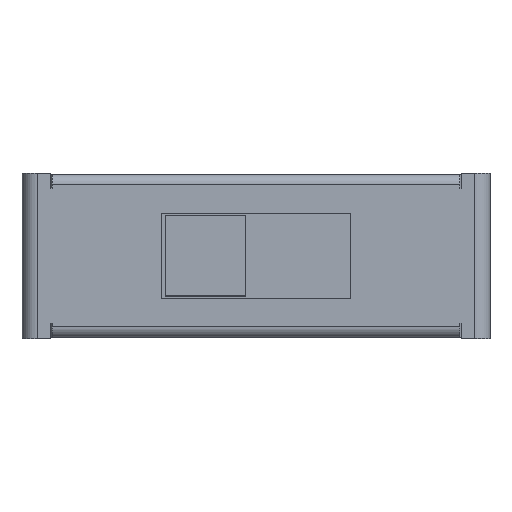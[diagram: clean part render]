
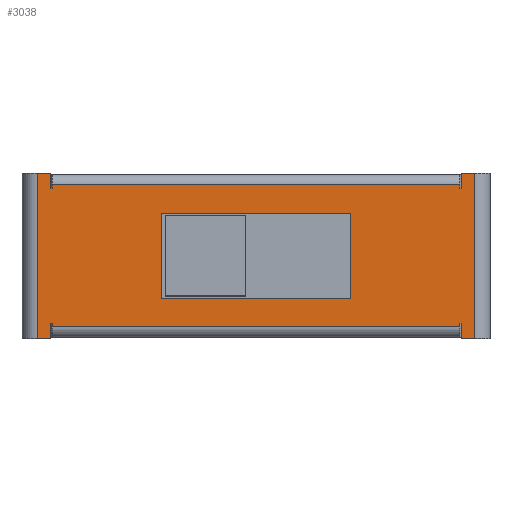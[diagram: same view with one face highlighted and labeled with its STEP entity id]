
A CAD part, top view. The second image highlights one B-rep face of the part: STEP entity #3038.
In plain terms, the highlighted planar face has unit normal (0, 0, 1).
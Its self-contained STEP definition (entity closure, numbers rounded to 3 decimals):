
#193=ORIENTED_EDGE('',*,*,#738,.F.);
#194=ORIENTED_EDGE('',*,*,#736,.F.);
#195=ORIENTED_EDGE('',*,*,#734,.F.);
#196=ORIENTED_EDGE('',*,*,#732,.F.);
#197=ORIENTED_EDGE('',*,*,#806,.F.);
#198=ORIENTED_EDGE('',*,*,#807,.F.);
#199=ORIENTED_EDGE('',*,*,#808,.T.);
#200=ORIENTED_EDGE('',*,*,#779,.T.);
#201=ORIENTED_EDGE('',*,*,#784,.T.);
#202=ORIENTED_EDGE('',*,*,#809,.T.);
#203=ORIENTED_EDGE('',*,*,#754,.T.);
#204=ORIENTED_EDGE('',*,*,#810,.F.);
#205=ORIENTED_EDGE('',*,*,#789,.F.);
#206=ORIENTED_EDGE('',*,*,#790,.F.);
#207=ORIENTED_EDGE('',*,*,#763,.F.);
#208=ORIENTED_EDGE('',*,*,#766,.T.);
#209=ORIENTED_EDGE('',*,*,#771,.T.);
#210=ORIENTED_EDGE('',*,*,#793,.F.);
#211=ORIENTED_EDGE('',*,*,#811,.T.);
#212=ORIENTED_EDGE('',*,*,#812,.F.);
#213=ORIENTED_EDGE('',*,*,#813,.F.);
#214=ORIENTED_EDGE('',*,*,#814,.T.);
#215=ORIENTED_EDGE('',*,*,#799,.F.);
#216=ORIENTED_EDGE('',*,*,#801,.T.);
#732=EDGE_CURVE('',#1053,#1054,#1272,.T.);
#734=EDGE_CURVE('',#1054,#1055,#1274,.T.);
#736=EDGE_CURVE('',#1055,#1056,#1276,.T.);
#738=EDGE_CURVE('',#1056,#1053,#1278,.T.);
#754=EDGE_CURVE('',#1070,#1069,#1293,.T.);
#763=EDGE_CURVE('',#1076,#1077,#1300,.T.);
#766=EDGE_CURVE('',#1076,#1079,#1302,.T.);
#771=EDGE_CURVE('',#1079,#1082,#1307,.T.);
#779=EDGE_CURVE('',#1088,#1089,#1315,.T.);
#784=EDGE_CURVE('',#1089,#1091,#1320,.T.);
#789=EDGE_CURVE('',#1096,#1093,#1325,.T.);
#790=EDGE_CURVE('',#1077,#1096,#1326,.T.);
#793=EDGE_CURVE('',#1097,#1082,#1329,.T.);
#799=EDGE_CURVE('',#1102,#1100,#1335,.T.);
#801=EDGE_CURVE('',#1102,#1103,#1337,.T.);
#806=EDGE_CURVE('',#1107,#1103,#1342,.T.);
#807=EDGE_CURVE('',#1108,#1107,#1343,.T.);
#808=EDGE_CURVE('',#1108,#1088,#1344,.T.);
#809=EDGE_CURVE('',#1091,#1070,#1345,.T.);
#810=EDGE_CURVE('',#1093,#1069,#1346,.T.);
#811=EDGE_CURVE('',#1097,#1109,#1347,.T.);
#812=EDGE_CURVE('',#1110,#1109,#1348,.T.);
#813=EDGE_CURVE('',#1111,#1110,#1349,.T.);
#814=EDGE_CURVE('',#1111,#1100,#1350,.T.);
#1053=VERTEX_POINT('',#3894);
#1054=VERTEX_POINT('',#3896);
#1055=VERTEX_POINT('',#3900);
#1056=VERTEX_POINT('',#3904);
#1069=VERTEX_POINT('',#3940);
#1070=VERTEX_POINT('',#3942);
#1076=VERTEX_POINT('',#3958);
#1077=VERTEX_POINT('',#3960);
#1079=VERTEX_POINT('',#3965);
#1082=VERTEX_POINT('',#3974);
#1088=VERTEX_POINT('',#3992);
#1089=VERTEX_POINT('',#3993);
#1091=VERTEX_POINT('',#4000);
#1093=VERTEX_POINT('',#4006);
#1096=VERTEX_POINT('',#4011);
#1097=VERTEX_POINT('',#4020);
#1100=VERTEX_POINT('',#4027);
#1102=VERTEX_POINT('',#4031);
#1103=VERTEX_POINT('',#4035);
#1107=VERTEX_POINT('',#4047);
#1108=VERTEX_POINT('',#4049);
#1109=VERTEX_POINT('',#4054);
#1110=VERTEX_POINT('',#4056);
#1111=VERTEX_POINT('',#4058);
#1272=LINE('',#3895,#1570);
#1274=LINE('',#3899,#1572);
#1276=LINE('',#3903,#1574);
#1278=LINE('',#3907,#1576);
#1293=LINE('',#3941,#1591);
#1300=LINE('',#3959,#1598);
#1302=LINE('',#3966,#1600);
#1307=LINE('',#3975,#1605);
#1315=LINE('',#3991,#1613);
#1320=LINE('',#4002,#1618);
#1325=LINE('',#4012,#1623);
#1326=LINE('',#4014,#1624);
#1329=LINE('',#4019,#1627);
#1335=LINE('',#4032,#1633);
#1337=LINE('',#4037,#1635);
#1342=LINE('',#4046,#1640);
#1343=LINE('',#4048,#1641);
#1344=LINE('',#4050,#1642);
#1345=LINE('',#4051,#1643);
#1346=LINE('',#4052,#1644);
#1347=LINE('',#4053,#1645);
#1348=LINE('',#4055,#1646);
#1349=LINE('',#4057,#1647);
#1350=LINE('',#4059,#1648);
#1570=VECTOR('',#3304,1000.);
#1572=VECTOR('',#3308,1000.);
#1574=VECTOR('',#3312,1000.);
#1576=VECTOR('',#3316,1000.);
#1591=VECTOR('',#3343,1000.);
#1598=VECTOR('',#3358,1000.);
#1600=VECTOR('',#3364,1000.);
#1605=VECTOR('',#3371,1000.);
#1613=VECTOR('',#3385,1000.);
#1618=VECTOR('',#3392,1000.);
#1623=VECTOR('',#3399,1000.);
#1624=VECTOR('',#3402,1000.);
#1627=VECTOR('',#3409,1000.);
#1633=VECTOR('',#3417,1000.);
#1635=VECTOR('',#3421,1000.);
#1640=VECTOR('',#3430,1000.);
#1641=VECTOR('',#3431,1000.);
#1642=VECTOR('',#3432,1000.);
#1643=VECTOR('',#3433,1000.);
#1644=VECTOR('',#3434,1000.);
#1645=VECTOR('',#3435,1000.);
#1646=VECTOR('',#3436,1000.);
#1647=VECTOR('',#3437,1000.);
#1648=VECTOR('',#3438,1000.);
#1882=EDGE_LOOP('',(#193,#194,#195,#196));
#1883=EDGE_LOOP('',(#197,#198,#199,#200,#201,#202,#203,#204,#205,#206,#207,
#208,#209,#210,#211,#212,#213,#214,#215,#216));
#2006=FACE_BOUND('',#1882,.T.);
#2007=FACE_BOUND('',#1883,.T.);
#2127=PLANE('',#3162);
#3038=ADVANCED_FACE('',(#2006,#2007),#2127,.T.);
#3162=AXIS2_PLACEMENT_3D('',#4045,#3428,#3429);
#3304=DIRECTION('',(0.,1.,0.));
#3308=DIRECTION('',(-1.,0.,0.));
#3312=DIRECTION('',(0.,-1.,0.));
#3316=DIRECTION('',(1.,0.,0.));
#3343=DIRECTION('',(0.,1.,0.));
#3358=DIRECTION('',(0.,-1.,0.));
#3364=DIRECTION('',(-1.,0.,0.));
#3371=DIRECTION('',(0.,-1.,0.));
#3385=DIRECTION('',(1.,0.,0.));
#3392=DIRECTION('',(0.,-1.,0.));
#3399=DIRECTION('',(0.,1.,0.));
#3402=DIRECTION('',(1.,0.,0.));
#3409=DIRECTION('',(1.,0.,0.));
#3417=DIRECTION('',(0.,-1.,0.));
#3421=DIRECTION('',(1.,0.,0.));
#3428=DIRECTION('',(0.,0.,1.));
#3429=DIRECTION('',(1.,0.,0.));
#3430=DIRECTION('',(0.,1.,0.));
#3431=DIRECTION('',(-1.,0.,0.));
#3432=DIRECTION('',(0.,1.,0.));
#3433=DIRECTION('',(1.,0.,0.));
#3434=DIRECTION('',(1.,0.,0.));
#3435=DIRECTION('',(0.,1.,0.));
#3436=DIRECTION('',(1.,0.,0.));
#3437=DIRECTION('',(0.,1.,0.));
#3438=DIRECTION('',(1.,0.,0.));
#3894=CARTESIAN_POINT('',(2.35,-1.05,6.));
#3895=CARTESIAN_POINT('',(2.35,-1.05,6.));
#3896=CARTESIAN_POINT('',(2.35,1.05,6.));
#3899=CARTESIAN_POINT('',(2.35,1.05,6.));
#3900=CARTESIAN_POINT('',(-2.35,1.05,6.));
#3903=CARTESIAN_POINT('',(-2.35,1.05,6.));
#3904=CARTESIAN_POINT('',(-2.35,-1.05,6.));
#3907=CARTESIAN_POINT('',(-2.35,-1.05,6.));
#3940=CARTESIAN_POINT('',(5.409,2.05,6.));
#3941=CARTESIAN_POINT('',(5.409,-2.05,6.));
#3942=CARTESIAN_POINT('',(5.409,-2.05,6.));
#3958=CARTESIAN_POINT('',(5.047,1.762,6.));
#3959=CARTESIAN_POINT('',(5.047,1.671,6.));
#3960=CARTESIAN_POINT('',(5.047,1.671,6.));
#3965=CARTESIAN_POINT('',(-5.047,1.762,6.));
#3966=CARTESIAN_POINT('',(5.047,1.762,6.));
#3974=CARTESIAN_POINT('',(-5.047,1.671,6.));
#3975=CARTESIAN_POINT('',(-5.047,1.671,6.));
#3991=CARTESIAN_POINT('',(-5.084,-1.671,6.));
#3992=CARTESIAN_POINT('',(5.047,-1.671,6.));
#3993=CARTESIAN_POINT('',(5.084,-1.671,6.));
#4000=CARTESIAN_POINT('',(5.084,-2.05,6.));
#4002=CARTESIAN_POINT('',(5.084,-1.809,6.));
#4006=CARTESIAN_POINT('',(5.084,2.05,6.));
#4011=CARTESIAN_POINT('',(5.084,1.671,6.));
#4012=CARTESIAN_POINT('',(5.084,1.809,6.));
#4014=CARTESIAN_POINT('',(0.,1.671,6.));
#4019=CARTESIAN_POINT('',(0.,1.671,6.));
#4020=CARTESIAN_POINT('',(-5.084,1.671,6.));
#4027=CARTESIAN_POINT('',(-5.084,-2.05,6.));
#4031=CARTESIAN_POINT('',(-5.084,-1.671,6.));
#4032=CARTESIAN_POINT('',(-5.084,-1.809,6.));
#4035=CARTESIAN_POINT('',(-5.047,-1.671,6.));
#4037=CARTESIAN_POINT('',(-5.084,-1.671,6.));
#4045=CARTESIAN_POINT('',(0.,-2.05,6.));
#4046=CARTESIAN_POINT('',(-5.047,-1.671,6.));
#4047=CARTESIAN_POINT('',(-5.047,-1.762,6.));
#4048=CARTESIAN_POINT('',(5.047,-1.762,6.));
#4049=CARTESIAN_POINT('',(5.047,-1.762,6.));
#4050=CARTESIAN_POINT('',(5.047,-1.671,6.));
#4051=CARTESIAN_POINT('',(0.,-2.05,6.));
#4052=CARTESIAN_POINT('',(0.,2.05,6.));
#4053=CARTESIAN_POINT('',(-5.084,1.809,6.));
#4054=CARTESIAN_POINT('',(-5.084,2.05,6.));
#4055=CARTESIAN_POINT('',(0.,2.05,6.));
#4056=CARTESIAN_POINT('',(-5.409,2.05,6.));
#4057=CARTESIAN_POINT('',(-5.409,-2.05,6.));
#4058=CARTESIAN_POINT('',(-5.409,-2.05,6.));
#4059=CARTESIAN_POINT('',(0.,-2.05,6.));
